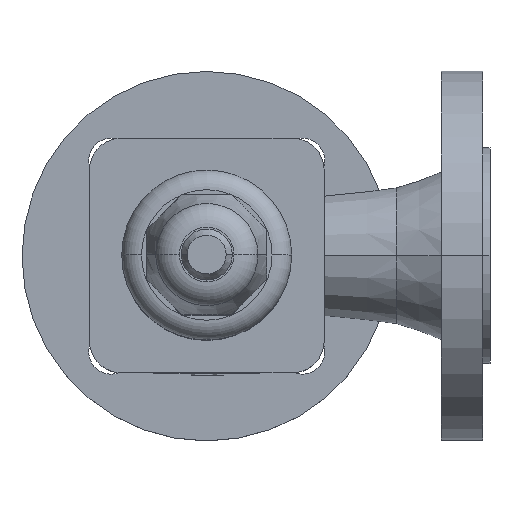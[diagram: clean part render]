
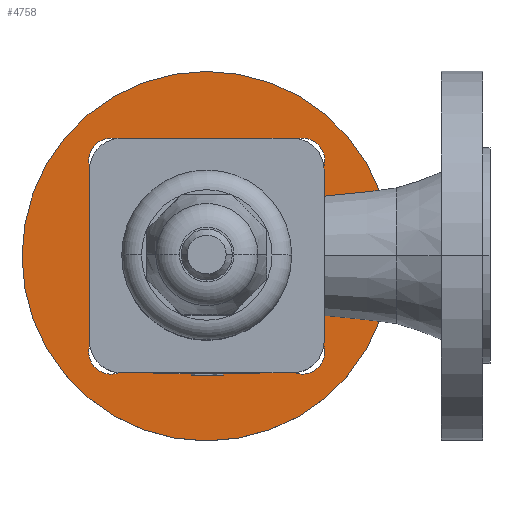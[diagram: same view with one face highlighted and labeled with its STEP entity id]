
A CAD part, top view. The second image highlights one B-rep face of the part: STEP entity #4758.
In plain terms, the highlighted planar face has unit normal (0, 0, 1).
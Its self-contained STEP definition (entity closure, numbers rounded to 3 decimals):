
#2089=CARTESIAN_POINT('',(-75.,0.,19.8));
#2090=VERTEX_POINT('',#2089);
#2097=CARTESIAN_POINT('',(75.,-0.,19.8));
#2098=VERTEX_POINT('',#2097);
#2099=CARTESIAN_POINT('',(0.,-0.,19.8));
#2100=DIRECTION('',(-0.,0.,-1.));
#2101=DIRECTION('',(-1.,0.,0.));
#2102=AXIS2_PLACEMENT_3D('',#2099,#2100,#2101);
#2103=CIRCLE('',#2102,75.);
#2104=EDGE_CURVE('',#2090,#2098,#2103,.T.);
#2131=CARTESIAN_POINT('',(34.,0.,19.8));
#2132=VERTEX_POINT('',#2131);
#2139=CARTESIAN_POINT('',(-34.,-0.,19.8));
#2140=VERTEX_POINT('',#2139);
#2141=CARTESIAN_POINT('',(0.,-0.,19.8));
#2142=DIRECTION('',(0.,0.,-1.));
#2143=DIRECTION('',(-1.,0.,0.));
#2144=AXIS2_PLACEMENT_3D('',#2141,#2142,#2143);
#2145=CIRCLE('',#2144,34.);
#2146=EDGE_CURVE('',#2140,#2132,#2145,.T.);
#3969=CARTESIAN_POINT('',(29.891,38.891,19.8));
#3970=VERTEX_POINT('',#3969);
#3977=CARTESIAN_POINT('',(47.891,38.891,19.8));
#3978=VERTEX_POINT('',#3977);
#3979=CARTESIAN_POINT('',(38.891,38.891,19.8));
#3980=DIRECTION('',(0.,0.,-1.));
#3981=DIRECTION('',(1.,0.,0.));
#3982=AXIS2_PLACEMENT_3D('',#3979,#3980,#3981);
#3983=CIRCLE('',#3982,9.);
#3984=EDGE_CURVE('',#3978,#3970,#3983,.T.);
#4000=CARTESIAN_POINT('',(29.891,-38.891,19.8));
#4001=VERTEX_POINT('',#4000);
#4002=CARTESIAN_POINT('',(47.891,-38.891,19.8));
#4003=VERTEX_POINT('',#4002);
#4004=CARTESIAN_POINT('',(38.891,-38.891,19.8));
#4005=DIRECTION('',(0.,0.,-1.));
#4006=DIRECTION('',(1.,0.,0.));
#4007=AXIS2_PLACEMENT_3D('',#4004,#4005,#4006);
#4008=CIRCLE('',#4007,9.);
#4009=EDGE_CURVE('',#4001,#4003,#4008,.T.);
#4042=CARTESIAN_POINT('',(-47.891,-38.891,19.8));
#4043=VERTEX_POINT('',#4042);
#4044=CARTESIAN_POINT('',(-29.891,-38.891,19.8));
#4045=VERTEX_POINT('',#4044);
#4046=CARTESIAN_POINT('',(-38.891,-38.891,19.8));
#4047=DIRECTION('',(0.,0.,-1.));
#4048=DIRECTION('',(1.,0.,0.));
#4049=AXIS2_PLACEMENT_3D('',#4046,#4047,#4048);
#4050=CIRCLE('',#4049,9.);
#4051=EDGE_CURVE('',#4043,#4045,#4050,.T.);
#4095=CARTESIAN_POINT('',(-29.891,38.891,19.8));
#4096=VERTEX_POINT('',#4095);
#4103=CARTESIAN_POINT('',(-47.891,38.891,19.8));
#4104=VERTEX_POINT('',#4103);
#4105=CARTESIAN_POINT('',(-38.891,38.891,19.8));
#4106=DIRECTION('',(0.,0.,-1.));
#4107=DIRECTION('',(1.,0.,0.));
#4108=AXIS2_PLACEMENT_3D('',#4105,#4106,#4107);
#4109=CIRCLE('',#4108,9.);
#4110=EDGE_CURVE('',#4104,#4096,#4109,.T.);
#4693=CARTESIAN_POINT('',(-54.5,0.,19.8));
#4694=DIRECTION('',(0.,-0.,1.));
#4695=DIRECTION('',(1.,-0.,-0.));
#4696=AXIS2_PLACEMENT_3D('',#4693,#4694,#4695);
#4697=PLANE('',#4696);
#4698=ORIENTED_EDGE('',*,*,#4110,.T.);
#4699=CARTESIAN_POINT('',(-38.891,38.891,19.8));
#4700=DIRECTION('',(0.,0.,-1.));
#4701=DIRECTION('',(1.,0.,0.));
#4702=AXIS2_PLACEMENT_3D('',#4699,#4700,#4701);
#4703=CIRCLE('',#4702,9.);
#4704=EDGE_CURVE('',#4096,#4104,#4703,.T.);
#4705=ORIENTED_EDGE('',*,*,#4704,.T.);
#4706=EDGE_LOOP('',(#4698,#4705));
#4707=FACE_BOUND('',#4706,.T.);
#4708=ORIENTED_EDGE('',*,*,#4051,.T.);
#4709=CARTESIAN_POINT('',(-38.891,-38.891,19.8));
#4710=DIRECTION('',(0.,0.,-1.));
#4711=DIRECTION('',(1.,0.,0.));
#4712=AXIS2_PLACEMENT_3D('',#4709,#4710,#4711);
#4713=CIRCLE('',#4712,9.);
#4714=EDGE_CURVE('',#4045,#4043,#4713,.T.);
#4715=ORIENTED_EDGE('',*,*,#4714,.T.);
#4716=EDGE_LOOP('',(#4708,#4715));
#4717=FACE_BOUND('',#4716,.T.);
#4718=ORIENTED_EDGE('',*,*,#4009,.T.);
#4719=CARTESIAN_POINT('',(38.891,-38.891,19.8));
#4720=DIRECTION('',(0.,0.,-1.));
#4721=DIRECTION('',(1.,0.,0.));
#4722=AXIS2_PLACEMENT_3D('',#4719,#4720,#4721);
#4723=CIRCLE('',#4722,9.);
#4724=EDGE_CURVE('',#4003,#4001,#4723,.T.);
#4725=ORIENTED_EDGE('',*,*,#4724,.T.);
#4726=EDGE_LOOP('',(#4718,#4725));
#4727=FACE_BOUND('',#4726,.T.);
#4728=ORIENTED_EDGE('',*,*,#3984,.T.);
#4729=CARTESIAN_POINT('',(38.891,38.891,19.8));
#4730=DIRECTION('',(0.,0.,-1.));
#4731=DIRECTION('',(1.,0.,0.));
#4732=AXIS2_PLACEMENT_3D('',#4729,#4730,#4731);
#4733=CIRCLE('',#4732,9.);
#4734=EDGE_CURVE('',#3970,#3978,#4733,.T.);
#4735=ORIENTED_EDGE('',*,*,#4734,.T.);
#4736=EDGE_LOOP('',(#4728,#4735));
#4737=FACE_BOUND('',#4736,.T.);
#4738=ORIENTED_EDGE('',*,*,#2146,.T.);
#4739=CARTESIAN_POINT('',(0.,-0.,19.8));
#4740=DIRECTION('',(0.,0.,-1.));
#4741=DIRECTION('',(-1.,0.,0.));
#4742=AXIS2_PLACEMENT_3D('',#4739,#4740,#4741);
#4743=CIRCLE('',#4742,34.);
#4744=EDGE_CURVE('',#2132,#2140,#4743,.T.);
#4745=ORIENTED_EDGE('',*,*,#4744,.T.);
#4746=EDGE_LOOP('',(#4738,#4745));
#4747=FACE_BOUND('',#4746,.T.);
#4748=CARTESIAN_POINT('',(0.,-0.,19.8));
#4749=DIRECTION('',(-0.,0.,-1.));
#4750=DIRECTION('',(-1.,0.,0.));
#4751=AXIS2_PLACEMENT_3D('',#4748,#4749,#4750);
#4752=CIRCLE('',#4751,75.);
#4753=EDGE_CURVE('',#2098,#2090,#4752,.T.);
#4754=ORIENTED_EDGE('',*,*,#4753,.F.);
#4755=ORIENTED_EDGE('',*,*,#2104,.F.);
#4756=EDGE_LOOP('',(#4754,#4755));
#4757=FACE_BOUND('',#4756,.T.);
#4758=ADVANCED_FACE('',(#4707,#4717,#4727,#4737,#4747,#4757),#4697,.T.);
